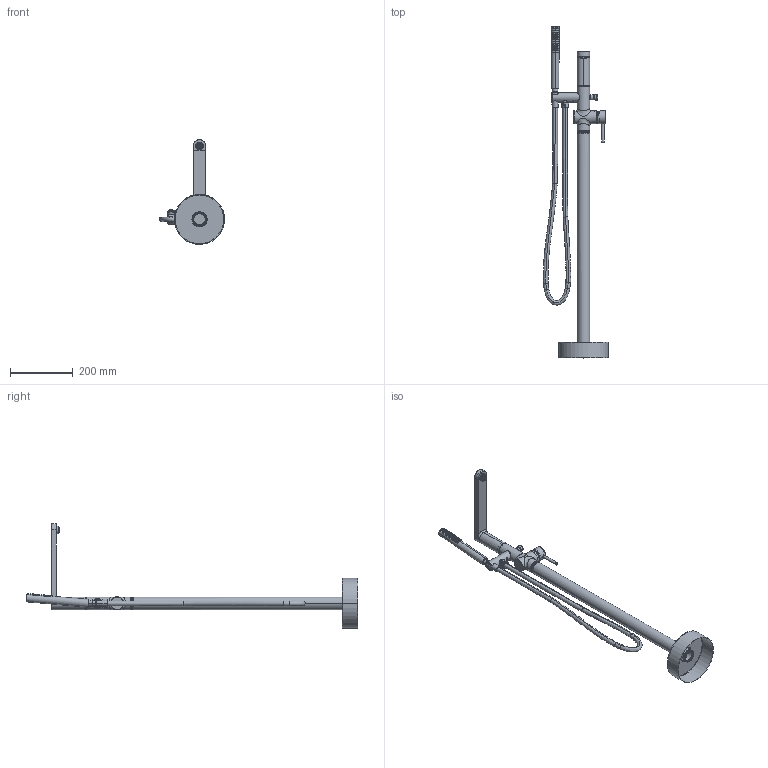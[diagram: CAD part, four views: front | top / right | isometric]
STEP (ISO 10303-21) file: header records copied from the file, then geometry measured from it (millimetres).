
FILE_DESCRIPTION((''),'2;1');
FILE_NAME('ALOG160','2021-05-21T19:05:04',('mirkorogora'),(''),'CREO PARAMETRIC BY PTC INC, 2020281','CREO PARAMETRIC BY PTC INC, 2020281','');
FILE_SCHEMA(('CONFIG_CONTROL_DESIGN'));
Products named in the file (24): MANIFOLD_SOLID_BREP_601; MANIFOLD_SOLID_BREP_602; MANIFOLD_SOLID_BREP_609; 01_1_2_3; MANIFOLD_SOLID_BREP_616; MANIFOLD_SOLID_BREP_617; MANIFOLD_SOLID_BREP_618; MANIFOLD_SOLID_BREP_619; MANIFOLD_SOLID_BREP_621; MANIFOLD_SOLID_BREP_622; MANIFOLD_SOLID_BREP_623; MANIFOLD_SOLID_BREP_624; MANIFOLD_SOLID_BREP_625; MANIFOLD_SOLID_BREP_626; MANIFOLD_SOLID_BREP_627; MANIFOLD_SOLID_BREP_629; MANIFOLD_SOLID_BREP_630; MANIFOLD_SOLID_BREP_632; TOM2E088AF7V69P_ASM; DQ9036_22; DH-326-1_6; J-M5X6_2; DQ9036-ZP_ASM_8; ALOG160
Assembly tree (23 placements, depth 3):
  ALOG160
    TOM2E088AF7V69P_ASM
      MANIFOLD_SOLID_BREP_601
      MANIFOLD_SOLID_BREP_602
      MANIFOLD_SOLID_BREP_609
      01_1_2_3
      MANIFOLD_SOLID_BREP_616
      MANIFOLD_SOLID_BREP_617
      MANIFOLD_SOLID_BREP_618
      MANIFOLD_SOLID_BREP_619
      MANIFOLD_SOLID_BREP_621
      MANIFOLD_SOLID_BREP_622
      MANIFOLD_SOLID_BREP_623
      MANIFOLD_SOLID_BREP_624
      MANIFOLD_SOLID_BREP_625
      MANIFOLD_SOLID_BREP_626
      MANIFOLD_SOLID_BREP_627
      MANIFOLD_SOLID_BREP_629
      MANIFOLD_SOLID_BREP_630
      MANIFOLD_SOLID_BREP_632
    DQ9036-ZP_ASM_8
      DQ9036_22
      DH-326-1_6
      J-M5X6_2
Bounding box: 208 x 1061.52 x 335 mm (x, y, z)
Volume: 773919.8 mm3; surface area: 511290.3 mm2
Topology: 19 solids, 25 shells, 1906 faces, 4962 edges, 3367 vertices
Faces by surface type: plane 1029, cylinder 601, cone 101, torus 91, bspline 76, revolution 4, sphere 4
Entity records: 81291 total; most frequent: CARTESIAN_POINT 34552, ORIENTED_EDGE 9835, DIRECTION 9034, EDGE_CURVE 4951, VERTEX_POINT 3361, AXIS2_PLACEMENT_3D 3098, VECTOR 2834, LINE 2834
